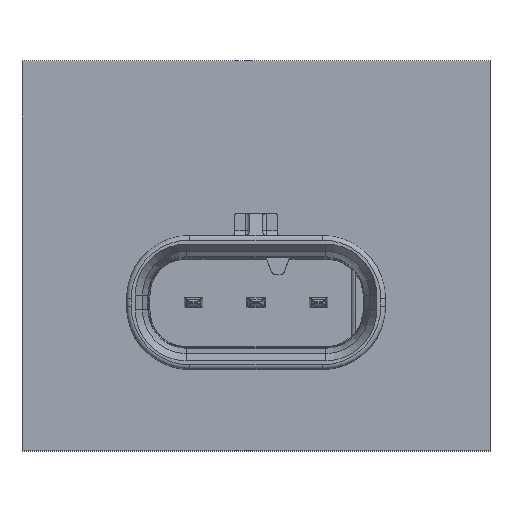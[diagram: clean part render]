
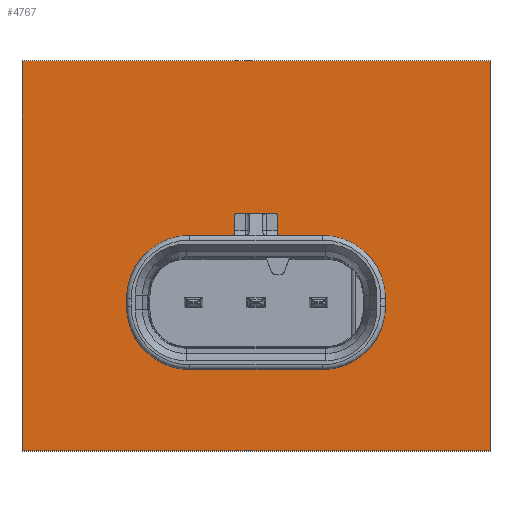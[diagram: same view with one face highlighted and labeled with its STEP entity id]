
A CAD part, top view. The second image highlights one B-rep face of the part: STEP entity #4767.
In plain terms, the highlighted planar face has unit normal (0, 0, 1).
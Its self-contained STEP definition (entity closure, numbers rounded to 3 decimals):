
#113=CARTESIAN_POINT('',(4.25,0.25,9.));
#114=DIRECTION('',(0.,0.,-1.));
#115=DIRECTION('',(0.,1.,0.));
#116=AXIS2_PLACEMENT_3D('',#113,#114,#115);
#127=DIRECTION('',(-1.,0.,0.));
#128=VECTOR('',#127,30.);
#129=CARTESIAN_POINT('',(15.,15.5,9.));
#130=LINE('',#129,#128);
#131=DIRECTION('',(0.,1.,0.));
#132=VECTOR('',#131,25.);
#133=CARTESIAN_POINT('',(15.,-9.5,9.));
#134=LINE('',#133,#132);
#135=DIRECTION('',(1.,0.,0.));
#136=VECTOR('',#135,30.);
#137=CARTESIAN_POINT('',(-15.,-9.5,9.));
#138=LINE('',#137,#136);
#139=DIRECTION('',(0.,-1.,0.));
#140=VECTOR('',#139,25.);
#141=CARTESIAN_POINT('',(-15.,15.5,9.));
#142=LINE('',#141,#140);
#3349=CARTESIAN_POINT('',(-4.25,0.25,9.));
#3350=DIRECTION('',(0.,0.,-1.));
#3351=DIRECTION('',(-1.,0.,0.));
#3352=AXIS2_PLACEMENT_3D('',#3349,#3350,#3351);
#3435=DIRECTION('',(1.,0.,0.));
#3436=VECTOR('',#3435,8.5);
#3437=CARTESIAN_POINT('',(-4.25,4.3,9.));
#3438=LINE('',#3437,#3436);
#3889=DIRECTION('',(0.,1.,0.));
#3890=VECTOR('',#3889,0.5);
#3891=CARTESIAN_POINT('',(-8.3,-0.25,9.));
#3892=LINE('',#3891,#3890);
#3901=CARTESIAN_POINT('',(-4.25,-0.25,9.));
#3902=DIRECTION('',(0.,0.,-1.));
#3903=DIRECTION('',(0.,-1.,0.));
#3904=AXIS2_PLACEMENT_3D('',#3901,#3902,#3903);
#3915=DIRECTION('',(-1.,0.,0.));
#3916=VECTOR('',#3915,8.5);
#3917=CARTESIAN_POINT('',(4.25,-4.3,9.));
#3918=LINE('',#3917,#3916);
#3927=CARTESIAN_POINT('',(4.25,-0.25,9.));
#3928=DIRECTION('',(0.,0.,-1.));
#3929=DIRECTION('',(1.,0.,0.));
#3930=AXIS2_PLACEMENT_3D('',#3927,#3928,#3929);
#3941=DIRECTION('',(0.,-1.,0.));
#3942=VECTOR('',#3941,0.5);
#3943=CARTESIAN_POINT('',(8.3,0.25,9.));
#3944=LINE('',#3943,#3942);
#4542=CARTESIAN_POINT('',(15.,15.5,9.));
#4543=CARTESIAN_POINT('',(-15.,15.5,9.));
#4544=VERTEX_POINT('',#4542);
#4545=VERTEX_POINT('',#4543);
#4546=CARTESIAN_POINT('',(-15.,-9.5,9.));
#4547=VERTEX_POINT('',#4546);
#4548=CARTESIAN_POINT('',(15.,-9.5,9.));
#4549=VERTEX_POINT('',#4548);
#4550=CARTESIAN_POINT('',(-8.3,0.25,9.));
#4551=CARTESIAN_POINT('',(-4.25,4.3,9.));
#4552=VERTEX_POINT('',#4550);
#4553=VERTEX_POINT('',#4551);
#4554=CARTESIAN_POINT('',(4.25,4.3,9.));
#4555=VERTEX_POINT('',#4554);
#4556=CARTESIAN_POINT('',(8.3,0.25,9.));
#4557=VERTEX_POINT('',#4556);
#4558=CARTESIAN_POINT('',(8.3,-0.25,9.));
#4559=VERTEX_POINT('',#4558);
#4560=CARTESIAN_POINT('',(4.25,-4.3,9.));
#4561=VERTEX_POINT('',#4560);
#4562=CARTESIAN_POINT('',(-4.25,-4.3,9.));
#4563=VERTEX_POINT('',#4562);
#4564=CARTESIAN_POINT('',(-8.3,-0.25,9.));
#4565=VERTEX_POINT('',#4564);
#4735=CARTESIAN_POINT('',(0.,0.,9.));
#4736=DIRECTION('',(0.,0.,1.));
#4737=DIRECTION('',(1.,0.,0.));
#4738=AXIS2_PLACEMENT_3D('',#4735,#4736,#4737);
#4739=PLANE('',#4738);
#4741=ORIENTED_EDGE('',*,*,#4740,.F.);
#4743=ORIENTED_EDGE('',*,*,#4742,.F.);
#4745=ORIENTED_EDGE('',*,*,#4744,.F.);
#4747=ORIENTED_EDGE('',*,*,#4746,.F.);
#4748=EDGE_LOOP('',(#4741,#4743,#4745,#4747));
#4749=FACE_OUTER_BOUND('',#4748,.F.);
#4751=ORIENTED_EDGE('',*,*,#4750,.F.);
#4753=ORIENTED_EDGE('',*,*,#4752,.F.);
#4755=ORIENTED_EDGE('',*,*,#4754,.F.);
#4757=ORIENTED_EDGE('',*,*,#4756,.F.);
#4759=ORIENTED_EDGE('',*,*,#4758,.F.);
#4761=ORIENTED_EDGE('',*,*,#4760,.F.);
#4762=ORIENTED_EDGE('',*,*,#4725,.F.);
#4764=ORIENTED_EDGE('',*,*,#4763,.F.);
#4765=EDGE_LOOP('',(#4751,#4753,#4755,#4757,#4759,#4761,#4762,#4764));
#4766=FACE_BOUND('',#4765,.F.);
#4767=ADVANCED_FACE('',(#4749,#4766),#4739,.T.);
#117=CIRCLE('',#116,4.05);
#3353=CIRCLE('',#3352,4.05);
#3905=CIRCLE('',#3904,4.05);
#3931=CIRCLE('',#3930,4.05);
#4725=EDGE_CURVE('',#4555,#4557,#117,.T.);
#4740=EDGE_CURVE('',#4544,#4545,#130,.T.);
#4742=EDGE_CURVE('',#4549,#4544,#134,.T.);
#4744=EDGE_CURVE('',#4547,#4549,#138,.T.);
#4746=EDGE_CURVE('',#4545,#4547,#142,.T.);
#4750=EDGE_CURVE('',#4552,#4553,#3353,.T.);
#4752=EDGE_CURVE('',#4565,#4552,#3892,.T.);
#4754=EDGE_CURVE('',#4563,#4565,#3905,.T.);
#4756=EDGE_CURVE('',#4561,#4563,#3918,.T.);
#4758=EDGE_CURVE('',#4559,#4561,#3931,.T.);
#4760=EDGE_CURVE('',#4557,#4559,#3944,.T.);
#4763=EDGE_CURVE('',#4553,#4555,#3438,.T.);
